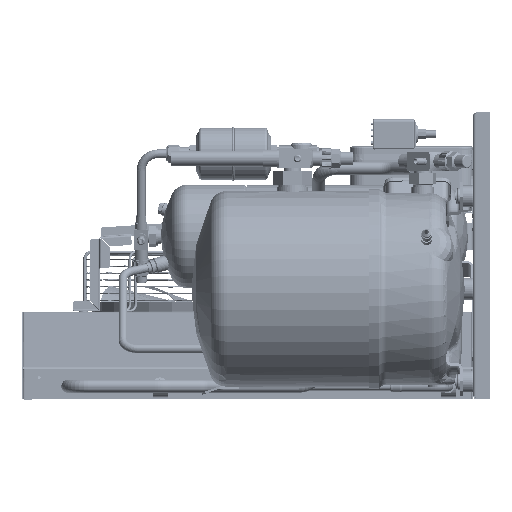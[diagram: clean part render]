
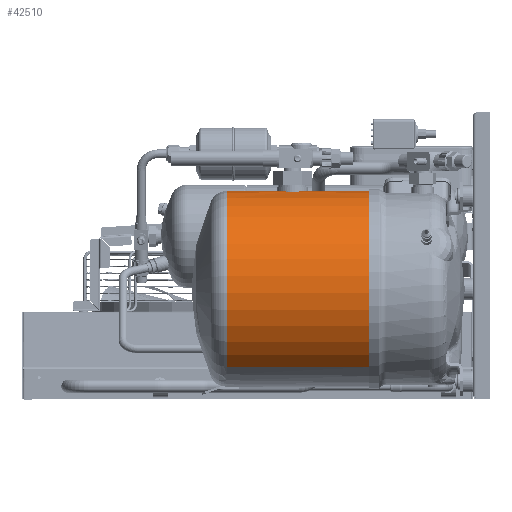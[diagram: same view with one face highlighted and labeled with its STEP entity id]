
A CAD part, left-side view. The second image highlights one B-rep face of the part: STEP entity #42510.
In plain terms, the highlighted cylindrical face has radius 143.85 mm (diameter 287.7 mm), a partial arc.
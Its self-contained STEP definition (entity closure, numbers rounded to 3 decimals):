
#19749=CARTESIAN_POINT('',(0.,0.,13.7));
#19750=DIRECTION('',(0.,0.,-1.));
#19751=DIRECTION('',(0.991,-0.131,0.));
#19752=AXIS2_PLACEMENT_3D('',#19749,#19750,#19751);
#19767=DIRECTION('',(0.,0.,-1.));
#19768=VECTOR('',#19767,107.825);
#19769=CARTESIAN_POINT('',(-142.619,18.776,13.7));
#19770=LINE('',#19769,#19768);
#19771=CARTESIAN_POINT('',(-142.619,18.776,-94.125));
#19780=DIRECTION('',(0.,0.,-1.));
#19781=VECTOR('',#19780,103.874);
#19782=CARTESIAN_POINT('',(-142.619,18.776,-105.675));
#19783=LINE('',#19782,#19781);
#19869=CARTESIAN_POINT('',(0.,0.,-209.549));
#19870=DIRECTION('',(0.,0.,1.));
#19871=DIRECTION('',(-0.991,0.131,0.));
#19872=AXIS2_PLACEMENT_3D('',#19869,#19870,#19871);
#19914=CARTESIAN_POINT('',(-132.512,-55.978,-113.05));
#19915=CARTESIAN_POINT('',(-132.512,-55.978,
-114.511));
#19916=CARTESIAN_POINT('',(-132.375,-56.302,
-117.337));
#19917=CARTESIAN_POINT('',(-131.765,-57.724,
-121.405));
#19918=CARTESIAN_POINT('',(-130.752,-59.995,
-124.968));
#19919=CARTESIAN_POINT('',(-129.39,-62.892,
-127.799));
#19920=CARTESIAN_POINT('',(-127.665,-66.332,
-129.828));
#19921=CARTESIAN_POINT('',(-125.682,-70.022,
-130.864));
#19922=CARTESIAN_POINT('',(-123.533,-73.747,
-130.875));
#19923=CARTESIAN_POINT('',(-121.343,-77.293,
-129.87));
#19924=CARTESIAN_POINT('',(-119.23,-80.506,
-127.884));
#19925=CARTESIAN_POINT('',(-117.379,-83.174,
-125.061));
#19926=CARTESIAN_POINT('',(-115.891,-85.227,
-121.47));
#19927=CARTESIAN_POINT('',(-114.947,-86.489,
-117.354));
#19928=CARTESIAN_POINT('',(-114.734,-86.769,
-114.515));
#19929=CARTESIAN_POINT('',(-114.734,-86.769,-113.05));
#19931=CARTESIAN_POINT('',(-114.734,-86.769,-113.05));
#19932=CARTESIAN_POINT('',(-114.734,-86.769,
-111.589));
#19933=CARTESIAN_POINT('',(-114.946,-86.489,
-108.763));
#19934=CARTESIAN_POINT('',(-115.873,-85.25,
-104.695));
#19935=CARTESIAN_POINT('',(-117.333,-83.238,
-101.131));
#19936=CARTESIAN_POINT('',(-119.161,-80.609,
-98.301));
#19937=CARTESIAN_POINT('',(-121.277,-77.396,
-96.273));
#19938=CARTESIAN_POINT('',(-123.482,-73.832,
-95.236));
#19939=CARTESIAN_POINT('',(-125.633,-70.109,
-95.225));
#19940=CARTESIAN_POINT('',(-127.609,-66.439,
-96.23));
#19941=CARTESIAN_POINT('',(-129.336,-63.003,
-98.216));
#19942=CARTESIAN_POINT('',(-130.72,-60.066,
-101.039));
#19943=CARTESIAN_POINT('',(-131.754,-57.751,
-104.63));
#19944=CARTESIAN_POINT('',(-132.375,-56.303,
-108.746));
#19945=CARTESIAN_POINT('',(-132.512,-55.978,
-111.585));
#19946=CARTESIAN_POINT('',(-132.512,-55.978,-113.05));
#19948=DIRECTION('',(0.,0.,-1.));
#19949=VECTOR('',#19948,223.249);
#19950=CARTESIAN_POINT('',(142.619,-18.776,13.7));
#19951=LINE('',#19950,#19949);
#19952=CARTESIAN_POINT('',(-142.619,18.776,-105.675));
#19953=CARTESIAN_POINT('',(-142.701,18.156,-105.675));
#19954=CARTESIAN_POINT('',(-142.847,16.984,
-105.482));
#19955=CARTESIAN_POINT('',(-143.032,15.34,
-104.644));
#19956=CARTESIAN_POINT('',(-143.162,14.068,
-103.364));
#19957=CARTESIAN_POINT('',(-143.241,13.226,
-101.709));
#19958=CARTESIAN_POINT('',(-143.258,13.035,
-100.526));
#19959=CARTESIAN_POINT('',(-143.258,13.035,-99.9));
#19961=CARTESIAN_POINT('',(-143.258,13.035,-99.9));
#19962=CARTESIAN_POINT('',(-143.258,13.035,
-99.271));
#19963=CARTESIAN_POINT('',(-143.241,13.228,
-98.085));
#19964=CARTESIAN_POINT('',(-143.161,14.071,
-96.434));
#19965=CARTESIAN_POINT('',(-143.033,15.336,
-95.158));
#19966=CARTESIAN_POINT('',(-142.847,16.985,
-94.318));
#19967=CARTESIAN_POINT('',(-142.701,18.157,-94.125));
#19968=CARTESIAN_POINT('',(-142.619,18.776,-94.125));
#20712=CARTESIAN_POINT('',(-142.619,18.776,-105.675));
#24755=CARTESIAN_POINT('',(-142.619,18.776,
-209.549));
#24756=VERTEX_POINT('',#24755);
#24757=CARTESIAN_POINT('',(142.619,-18.776,
-209.549));
#24758=VERTEX_POINT('',#24757);
#24759=VERTEX_POINT('',#20712);
#24761=VERTEX_POINT('',#19771);
#24762=VERTEX_POINT('',#19959);
#24763=VERTEX_POINT('',#19914);
#24764=VERTEX_POINT('',#19929);
#25086=CARTESIAN_POINT('',(-142.619,18.776,13.7));
#25087=CARTESIAN_POINT('',(142.619,-18.776,13.7));
#25088=VERTEX_POINT('',#25086);
#25089=VERTEX_POINT('',#25087);
#42488=CARTESIAN_POINT('',(0.,0.,27.45));
#42489=DIRECTION('',(0.,0.,-1.));
#42490=DIRECTION('',(0.991,-0.131,0.));
#42491=AXIS2_PLACEMENT_3D('',#42488,#42489,#42490);
#42492=CYLINDRICAL_SURFACE('',#42491,143.85);
#42493=ORIENTED_EDGE('',*,*,#42370,.T.);
#42494=ORIENTED_EDGE('',*,*,#42450,.F.);
#42495=ORIENTED_EDGE('',*,*,#42379,.F.);
#42497=ORIENTED_EDGE('',*,*,#42496,.T.);
#42499=ORIENTED_EDGE('',*,*,#42498,.T.);
#42500=ORIENTED_EDGE('',*,*,#42373,.F.);
#42501=ORIENTED_EDGE('',*,*,#42352,.F.);
#42502=EDGE_LOOP('',(#42493,#42494,#42495,#42497,#42499,#42500,#42501));
#42503=FACE_OUTER_BOUND('',#42502,.F.);
#42505=ORIENTED_EDGE('',*,*,#42504,.T.);
#42507=ORIENTED_EDGE('',*,*,#42506,.T.);
#42508=EDGE_LOOP('',(#42505,#42507));
#42509=FACE_BOUND('',#42508,.F.);
#42510=ADVANCED_FACE('',(#42503,#42509),#42492,.T.);
#19753=CIRCLE('',#19752,143.85);
#19873=CIRCLE('',#19872,143.85);
#19930=B_SPLINE_CURVE_WITH_KNOTS('',3,(#19914,#19915,#19916,#19917,#19918,
#19919,#19920,#19921,#19922,#19923,#19924,#19925,#19926,#19927,#19928,#19929),
.UNSPECIFIED.,.F.,.F.,(4,1,1,1,1,1,1,1,1,1,1,1,1,4),(0.,0.077,
0.154,0.231,0.308,0.385,
0.462,0.538,0.615,0.692,
0.769,0.846,0.923,1.),.UNSPECIFIED.);
#19947=B_SPLINE_CURVE_WITH_KNOTS('',3,(#19931,#19932,#19933,#19934,#19935,
#19936,#19937,#19938,#19939,#19940,#19941,#19942,#19943,#19944,#19945,#19946),
.UNSPECIFIED.,.F.,.F.,(4,1,1,1,1,1,1,1,1,1,1,1,1,4),(0.,0.077,
0.154,0.231,0.308,0.385,
0.462,0.538,0.615,0.692,
0.769,0.846,0.923,1.),.UNSPECIFIED.);
#19960=B_SPLINE_CURVE_WITH_KNOTS('',3,(#19952,#19953,#19954,#19955,#19956,
#19957,#19958,#19959),.UNSPECIFIED.,.F.,.F.,(4,1,1,1,1,4),(0.,0.2,0.4,
0.6,0.8,1.),.UNSPECIFIED.);
#19969=B_SPLINE_CURVE_WITH_KNOTS('',3,(#19961,#19962,#19963,#19964,#19965,
#19966,#19967,#19968),.UNSPECIFIED.,.F.,.F.,(4,1,1,1,1,4),(0.,0.2,0.4,
0.6,0.8,1.),.UNSPECIFIED.);
#42352=EDGE_CURVE('',#25089,#25088,#19753,.T.);
#42370=EDGE_CURVE('',#25089,#24758,#19951,.T.);
#42373=EDGE_CURVE('',#25088,#24761,#19770,.T.);
#42379=EDGE_CURVE('',#24759,#24756,#19783,.T.);
#42450=EDGE_CURVE('',#24756,#24758,#19873,.T.);
#42496=EDGE_CURVE('',#24759,#24762,#19960,.T.);
#42498=EDGE_CURVE('',#24762,#24761,#19969,.T.);
#42504=EDGE_CURVE('',#24763,#24764,#19930,.T.);
#42506=EDGE_CURVE('',#24764,#24763,#19947,.T.);
